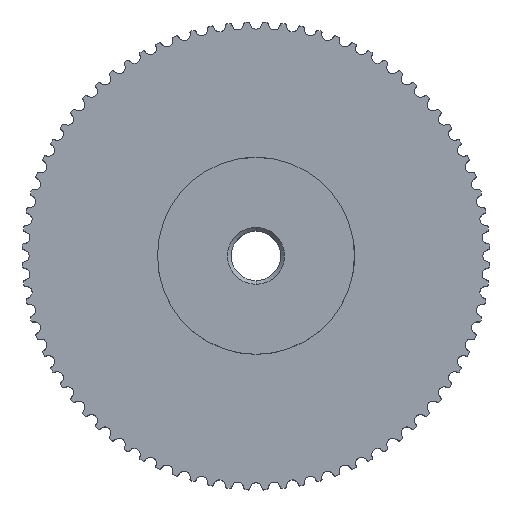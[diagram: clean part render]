
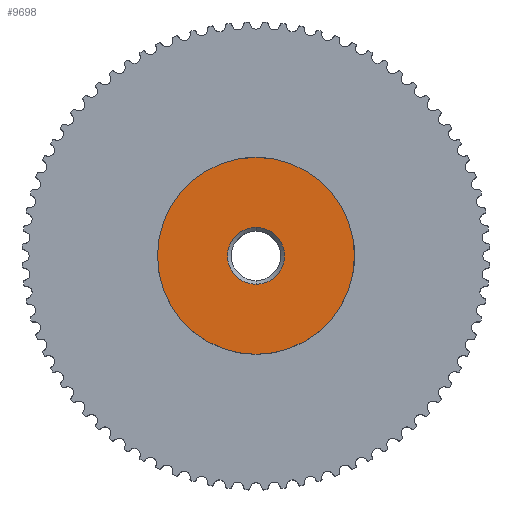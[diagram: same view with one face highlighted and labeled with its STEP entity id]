
A CAD part, top view. The second image highlights one B-rep face of the part: STEP entity #9698.
In plain terms, the highlighted planar face has unit normal (0, 0, 1).
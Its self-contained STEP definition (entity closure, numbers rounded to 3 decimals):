
#115=CARTESIAN_POINT('',(0.,0.,9.5));
#116=DIRECTION('',(0.,0.,1.));
#117=DIRECTION('',(0.,1.,0.));
#118=AXIS2_PLACEMENT_3D('',#115,#116,#117);
#120=CARTESIAN_POINT('',(0.,0.,9.5));
#121=DIRECTION('',(0.,0.,-1.));
#122=DIRECTION('',(0.,1.,0.));
#123=AXIS2_PLACEMENT_3D('',#120,#121,#122);
#134=CARTESIAN_POINT('',(0.,0.,9.5));
#135=DIRECTION('',(0.,0.,-1.));
#136=DIRECTION('',(0.,1.,0.));
#137=AXIS2_PLACEMENT_3D('',#134,#135,#136);
#4607=CARTESIAN_POINT('',(0.,0.,9.5));
#4608=DIRECTION('',(0.,0.,1.));
#4609=DIRECTION('',(0.,1.,0.));
#4610=AXIS2_PLACEMENT_3D('',#4607,#4608,#4609);
#7625=CARTESIAN_POINT('',(0.,15.9,9.5));
#7626=CARTESIAN_POINT('',(0.,-15.9,9.5));
#7627=VERTEX_POINT('',#7625);
#7628=VERTEX_POINT('',#7626);
#7793=CARTESIAN_POINT('',(0.,4.6,9.5));
#7794=CARTESIAN_POINT('',(0.,-4.6,9.5));
#7795=VERTEX_POINT('',#7793);
#7796=VERTEX_POINT('',#7794);
#9681=CARTESIAN_POINT('',(0.,0.,9.5));
#9682=DIRECTION('',(0.,0.,-1.));
#9683=DIRECTION('',(0.,-1.,0.));
#9684=AXIS2_PLACEMENT_3D('',#9681,#9682,#9683);
#9685=PLANE('',#9684);
#9687=ORIENTED_EDGE('',*,*,#9686,.F.);
#9689=ORIENTED_EDGE('',*,*,#9688,.T.);
#9690=EDGE_LOOP('',(#9687,#9689));
#9691=FACE_OUTER_BOUND('',#9690,.F.);
#9693=ORIENTED_EDGE('',*,*,#9692,.F.);
#9695=ORIENTED_EDGE('',*,*,#9694,.T.);
#9696=EDGE_LOOP('',(#9693,#9695));
#9697=FACE_BOUND('',#9696,.F.);
#119=CIRCLE('',#118,15.9);
#124=CIRCLE('',#123,15.9);
#138=CIRCLE('',#137,4.6);
#4611=CIRCLE('',#4610,4.6);
#9686=EDGE_CURVE('',#7627,#7628,#119,.T.);
#9688=EDGE_CURVE('',#7627,#7628,#124,.T.);
#9692=EDGE_CURVE('',#7795,#7796,#138,.T.);
#9694=EDGE_CURVE('',#7795,#7796,#4611,.T.);
#9698=ADVANCED_FACE('',(#9691,#9697),#9685,.F.);
